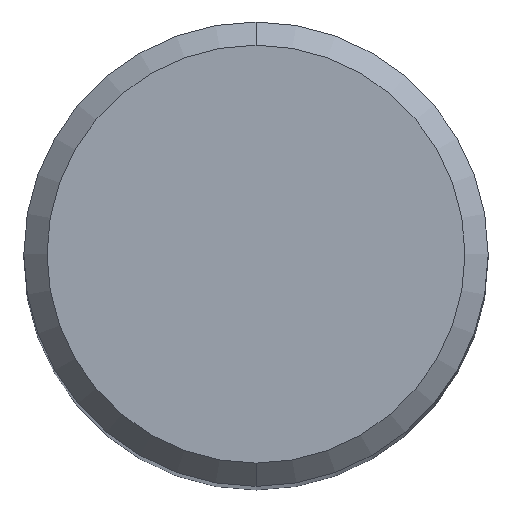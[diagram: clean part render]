
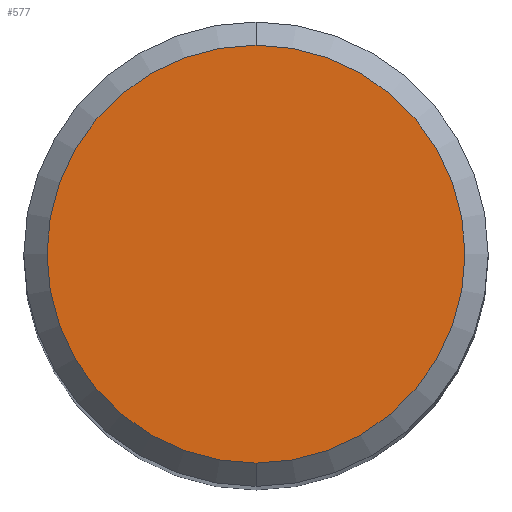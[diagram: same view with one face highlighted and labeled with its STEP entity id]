
A CAD part, top view. The second image highlights one B-rep face of the part: STEP entity #577.
In plain terms, the highlighted planar face has unit normal (0, 0, 1).
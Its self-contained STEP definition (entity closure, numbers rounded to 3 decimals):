
#551=VERTEX_POINT('',#1184);
#577=ADVANCED_FACE('',(#1212),#1213,.T.);
#741=EDGE_CURVE('',#551,#821,#1392,.T.);
#821=VERTEX_POINT('',#1481);
#851=EDGE_CURVE('',#821,#551,#1513,.T.);
#1184=CARTESIAN_POINT('',(0.0,3.6,0.0));
#1212=FACE_OUTER_BOUND('',#3167,.T.);
#1213=PLANE('',#3168);
#1392=CIRCLE('',#4260,3.6);
#1481=CARTESIAN_POINT('',(0.,-3.6,0.0));
#1513=CIRCLE('',#5910,3.6);
#3167=EDGE_LOOP('',(#6491,#6492));
#3168=AXIS2_PLACEMENT_3D('',#6493,#6494,#6495);
#4260=AXIS2_PLACEMENT_3D('',#6682,#6683,#6684);
#5910=AXIS2_PLACEMENT_3D('',#6805,#6806,#6807);
#6491=ORIENTED_EDGE('',*,*,#741,.F.);
#6492=ORIENTED_EDGE('',*,*,#851,.F.);
#6493=CARTESIAN_POINT('',(0.0,1.8,0.0));
#6494=DIRECTION('',(-0.0,0.0,1.0));
#6495=DIRECTION('',(0.0,-1.0,0.0));
#6682=CARTESIAN_POINT('',(0.0,0.0,0.0));
#6683=DIRECTION('',(0.0,0.0,-1.0));
#6684=DIRECTION('',(0.0,1.0,0.0));
#6805=CARTESIAN_POINT('',(0.0,0.0,0.0));
#6806=DIRECTION('',(0.0,0.0,-1.0));
#6807=DIRECTION('',(0.0,1.0,0.0));
